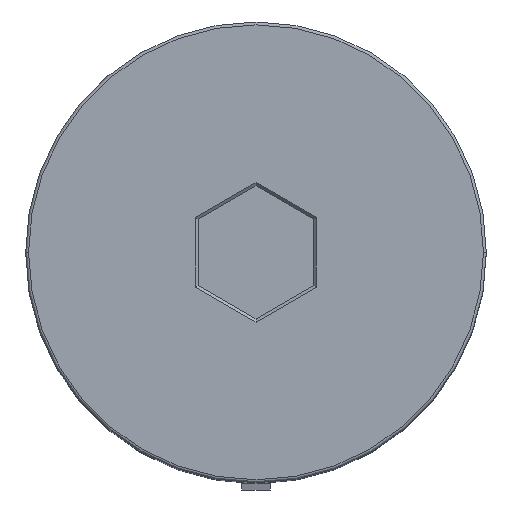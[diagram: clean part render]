
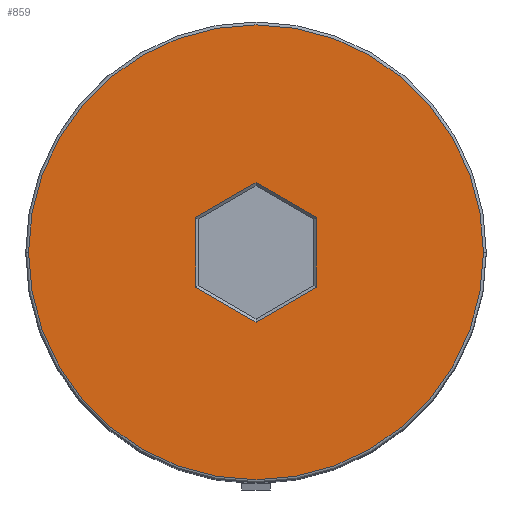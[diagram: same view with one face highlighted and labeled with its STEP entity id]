
A CAD part, top view. The second image highlights one B-rep face of the part: STEP entity #859.
In plain terms, the highlighted planar face has unit normal (0, 0, 1).
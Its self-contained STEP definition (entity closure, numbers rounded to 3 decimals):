
#11 = AXIS2_PLACEMENT_3D ( 'NONE', #167, #493, #1122 ) ;
#21 = EDGE_CURVE ( 'NONE', #2071, #1302, #151, .T. ) ;
#38 = CARTESIAN_POINT ( 'NONE',  ( -0.05, 2.396, 0. ) ) ;
#46 = AXIS2_PLACEMENT_3D ( 'NONE', #1288, #1280, #1311 ) ;
#115 = AXIS2_PLACEMENT_3D ( 'NONE', #210, #849, #692 ) ;
#123 = DIRECTION ( 'NONE',  ( -0.866, -0.5, 0. ) ) ;
#132 = VERTEX_POINT ( 'NONE', #839 ) ;
#143 = CARTESIAN_POINT ( 'NONE',  ( 0., -2.425, 0. ) ) ;
#151 = LINE ( 'NONE', #265, #1126 ) ;
#167 = CARTESIAN_POINT ( 'NONE',  ( 0., 0., 0. ) ) ;
#210 = CARTESIAN_POINT ( 'NONE',  ( 0., 0., 0. ) ) ;
#263 = PLANE ( 'NONE',  #11 ) ;
#265 = CARTESIAN_POINT ( 'NONE',  ( 2.1, -1.155, 0. ) ) ;
#292 = ORIENTED_EDGE ( 'NONE', *, *, #671, .T. ) ;
#320 = EDGE_CURVE ( 'NONE', #1633, #1095, #790, .T. ) ;
#425 = EDGE_CURVE ( 'NONE', #1302, #1502, #436, .T. ) ;
#436 = LINE ( 'NONE', #1082, #1294 ) ;
#465 = ORIENTED_EDGE ( 'NONE', *, *, #1684, .T. ) ;
#493 = DIRECTION ( 'NONE',  ( 0., 0., 1. ) ) ;
#495 = EDGE_LOOP ( 'NONE', ( #465, #292 ) ) ;
#543 = LINE ( 'NONE', #1556, #921 ) ;
#606 = ORIENTED_EDGE ( 'NONE', *, *, #320, .T. ) ;
#666 = CARTESIAN_POINT ( 'NONE',  ( -2.1, -1.212, 0. ) ) ;
#671 = EDGE_CURVE ( 'NONE', #132, #1605, #2008, .T. ) ;
#692 = DIRECTION ( 'NONE',  ( 1., 0., 0. ) ) ;
#728 = DIRECTION ( 'NONE',  ( 0.866, -0.5, 0. ) ) ;
#781 = ORIENTED_EDGE ( 'NONE', *, *, #425, .T. ) ;
#782 = CIRCLE ( 'NONE', #46, 7.9 ) ;
#790 = LINE ( 'NONE', #1591, #1433 ) ;
#833 = EDGE_LOOP ( 'NONE', ( #781, #1388, #606, #1985, #1943, #1539 ) ) ;
#839 = CARTESIAN_POINT ( 'NONE',  ( -7.9, 0., 0. ) ) ;
#844 = VERTEX_POINT ( 'NONE', #1573 ) ;
#849 = DIRECTION ( 'NONE',  ( 0., 0., 1. ) ) ;
#859 = ADVANCED_FACE ( 'NONE', ( #1047, #896 ), #263, .T. ) ;
#881 = LINE ( 'NONE', #905, #917 ) ;
#896 = FACE_BOUND ( 'NONE', #833, .T. ) ;
#905 = CARTESIAN_POINT ( 'NONE',  ( 2.05, 1.241, 0. ) ) ;
#917 = VECTOR ( 'NONE', #728, 1000. ) ;
#921 = VECTOR ( 'NONE', #1352, 1000. ) ;
#998 = CARTESIAN_POINT ( 'NONE',  ( 2.1, -1.212, 0. ) ) ;
#1047 = FACE_OUTER_BOUND ( 'NONE', #495, .T. ) ;
#1075 = EDGE_CURVE ( 'NONE', #844, #2071, #881, .T. ) ;
#1082 = CARTESIAN_POINT ( 'NONE',  ( 0.05, -2.396, 0. ) ) ;
#1095 = VERTEX_POINT ( 'NONE', #1730 ) ;
#1118 = DIRECTION ( 'NONE',  ( 0., 1., 0. ) ) ;
#1122 = DIRECTION ( 'NONE',  ( 1., 0., 0. ) ) ;
#1126 = VECTOR ( 'NONE', #1884, 1000. ) ;
#1276 = CARTESIAN_POINT ( 'NONE',  ( 2.1, 1.212, 0. ) ) ;
#1280 = DIRECTION ( 'NONE',  ( 0., 0., 1. ) ) ;
#1288 = CARTESIAN_POINT ( 'NONE',  ( 0., 0., 0. ) ) ;
#1294 = VECTOR ( 'NONE', #123, 1000. ) ;
#1302 = VERTEX_POINT ( 'NONE', #998 ) ;
#1311 = DIRECTION ( 'NONE',  ( 1., 0., 0. ) ) ;
#1352 = DIRECTION ( 'NONE',  ( -0.866, 0.5, 0. ) ) ;
#1388 = ORIENTED_EDGE ( 'NONE', *, *, #1806, .T. ) ;
#1433 = VECTOR ( 'NONE', #1118, 1000. ) ;
#1502 = VERTEX_POINT ( 'NONE', #143 ) ;
#1539 = ORIENTED_EDGE ( 'NONE', *, *, #21, .T. ) ;
#1556 = CARTESIAN_POINT ( 'NONE',  ( -2.05, -1.241, 0. ) ) ;
#1573 = CARTESIAN_POINT ( 'NONE',  ( 0., 2.425, 0. ) ) ;
#1591 = CARTESIAN_POINT ( 'NONE',  ( -2.1, 1.155, 0. ) ) ;
#1605 = VERTEX_POINT ( 'NONE', #1965 ) ;
#1633 = VERTEX_POINT ( 'NONE', #666 ) ;
#1642 = EDGE_CURVE ( 'NONE', #1095, #844, #1798, .T. ) ;
#1664 = DIRECTION ( 'NONE',  ( 0.866, 0.5, 0. ) ) ;
#1676 = VECTOR ( 'NONE', #1664, 1000. ) ;
#1684 = EDGE_CURVE ( 'NONE', #1605, #132, #782, .T. ) ;
#1730 = CARTESIAN_POINT ( 'NONE',  ( -2.1, 1.212, 0. ) ) ;
#1798 = LINE ( 'NONE', #38, #1676 ) ;
#1806 = EDGE_CURVE ( 'NONE', #1502, #1633, #543, .T. ) ;
#1884 = DIRECTION ( 'NONE',  ( 0., -1., 0. ) ) ;
#1943 = ORIENTED_EDGE ( 'NONE', *, *, #1075, .T. ) ;
#1965 = CARTESIAN_POINT ( 'NONE',  ( 7.9, 0., 0. ) ) ;
#1985 = ORIENTED_EDGE ( 'NONE', *, *, #1642, .T. ) ;
#2008 = CIRCLE ( 'NONE', #115, 7.9 ) ;
#2071 = VERTEX_POINT ( 'NONE', #1276 ) ;
